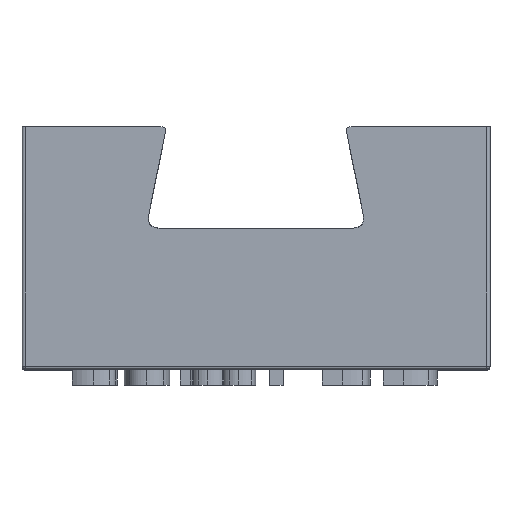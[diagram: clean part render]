
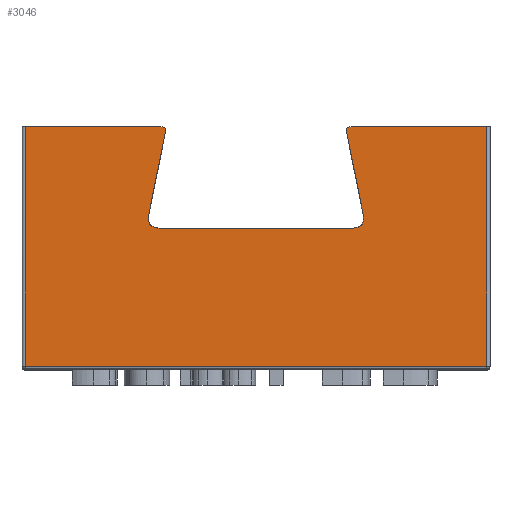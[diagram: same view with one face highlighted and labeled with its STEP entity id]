
A CAD part, top view. The second image highlights one B-rep face of the part: STEP entity #3046.
In plain terms, the highlighted planar face has unit normal (0, 0, 1).
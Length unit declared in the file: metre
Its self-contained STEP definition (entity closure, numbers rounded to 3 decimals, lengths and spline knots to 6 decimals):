
#219=B_SPLINE_CURVE_WITH_KNOTS('',3,(#4261,#4262,#4263,#4264,#4265,#4266),
 .UNSPECIFIED.,.F.,.F.,(4,1,1,4),(0.,0.000318,0.000636,
0.001272),.UNSPECIFIED.);
#221=B_SPLINE_CURVE_WITH_KNOTS('',3,(#4294,#4295,#4296,#4297,#4298,#4299),
 .UNSPECIFIED.,.F.,.F.,(4,1,1,4),(0.,0.000318,0.000636,
0.001272),.UNSPECIFIED.);
#223=B_SPLINE_CURVE_WITH_KNOTS('',3,(#4318,#4319,#4320,#4321),
 .UNSPECIFIED.,.F.,.F.,(4,4),(0.,1.),.UNSPECIFIED.);
#224=B_SPLINE_CURVE_WITH_KNOTS('',3,(#4323,#4324,#4325,#4326),
 .UNSPECIFIED.,.F.,.F.,(4,4),(0.,1.),.UNSPECIFIED.);
#225=B_SPLINE_CURVE_WITH_KNOTS('',3,(#4328,#4329,#4330,#4331),
 .UNSPECIFIED.,.F.,.F.,(4,4),(0.,1.),.UNSPECIFIED.);
#226=B_SPLINE_CURVE_WITH_KNOTS('',3,(#4335,#4336,#4337,#4338,#4339),
 .UNSPECIFIED.,.F.,.F.,(4,1,4),(0.,0.000292,0.000583),
 .UNSPECIFIED.);
#227=B_SPLINE_CURVE_WITH_KNOTS('',3,(#4340,#4341,#4342,#4343,#4344),
 .UNSPECIFIED.,.F.,.F.,(4,1,4),(0.,0.000292,0.000583),
 .UNSPECIFIED.);
#531=ORIENTED_EDGE('',*,*,#1479,.T.);
#532=ORIENTED_EDGE('',*,*,#1480,.T.);
#533=ORIENTED_EDGE('',*,*,#1481,.T.);
#534=ORIENTED_EDGE('',*,*,#1482,.T.);
#535=ORIENTED_EDGE('',*,*,#1483,.F.);
#536=ORIENTED_EDGE('',*,*,#1484,.F.);
#537=ORIENTED_EDGE('',*,*,#1462,.F.);
#538=ORIENTED_EDGE('',*,*,#1470,.T.);
#539=ORIENTED_EDGE('',*,*,#1478,.T.);
#540=ORIENTED_EDGE('',*,*,#1472,.T.);
#541=ORIENTED_EDGE('',*,*,#1465,.T.);
#542=ORIENTED_EDGE('',*,*,#1485,.F.);
#1462=EDGE_CURVE('',#1936,#1933,#2173,.T.);
#1465=EDGE_CURVE('',#1940,#1939,#2175,.T.);
#1470=EDGE_CURVE('',#1936,#1943,#219,.T.);
#1472=EDGE_CURVE('',#1945,#1940,#221,.T.);
#1478=EDGE_CURVE('',#1943,#1945,#2180,.T.);
#1479=EDGE_CURVE('',#1949,#1950,#2181,.T.);
#1480=EDGE_CURVE('',#1950,#1951,#223,.T.);
#1481=EDGE_CURVE('',#1951,#1952,#224,.T.);
#1482=EDGE_CURVE('',#1952,#1953,#225,.T.);
#1483=EDGE_CURVE('',#1954,#1953,#2182,.T.);
#1484=EDGE_CURVE('',#1933,#1954,#226,.T.);
#1485=EDGE_CURVE('',#1949,#1939,#227,.T.);
#1933=VERTEX_POINT('',#4201);
#1936=VERTEX_POINT('',#4210);
#1939=VERTEX_POINT('',#4220);
#1940=VERTEX_POINT('',#4222);
#1943=VERTEX_POINT('',#4260);
#1945=VERTEX_POINT('',#4300);
#1949=VERTEX_POINT('',#4316);
#1950=VERTEX_POINT('',#4317);
#1951=VERTEX_POINT('',#4322);
#1952=VERTEX_POINT('',#4327);
#1953=VERTEX_POINT('',#4332);
#1954=VERTEX_POINT('',#4334);
#2173=LINE('',#4211,#2404);
#2175=LINE('',#4221,#2406);
#2180=LINE('',#4313,#2411);
#2181=LINE('',#4315,#2412);
#2182=LINE('',#4333,#2413);
#2404=VECTOR('',#3426,1.);
#2406=VECTOR('',#3430,1.);
#2411=VECTOR('',#3439,1.);
#2412=VECTOR('',#3442,1.);
#2413=VECTOR('',#3443,1.);
#2603=EDGE_LOOP('',(#531,#532,#533,#534,#535,#536,#537,#538,#539,#540,#541,
#542));
#2794=FACE_BOUND('',#2603,.T.);
#2975=PLANE('',#3248);
#3046=ADVANCED_FACE('',(#2794),#2975,.F.);
#3248=AXIS2_PLACEMENT_3D('',#4314,#3440,#3441);
#3426=DIRECTION('',(-0.196,0.981,0.));
#3430=DIRECTION('',(0.196,0.981,0.));
#3439=DIRECTION('',(-1.,0.,0.));
#3440=DIRECTION('',(0.,0.,-1.));
#3441=DIRECTION('',(-1.,0.,0.));
#3442=DIRECTION('',(-1.,0.,0.));
#3443=DIRECTION('',(1.,0.,0.));
#4201=CARTESIAN_POINT('',(0.005816,-0.022759,0.0155));
#4210=CARTESIAN_POINT('',(0.006877,-0.028064,0.0155));
#4211=CARTESIAN_POINT('',(0.008513,-0.036243,0.0155));
#4220=CARTESIAN_POINT('',(-0.005816,-0.022759,0.0155));
#4221=CARTESIAN_POINT('',(-0.008513,-0.036243,0.0155));
#4222=CARTESIAN_POINT('',(-0.006877,-0.028064,0.0155));
#4260=CARTESIAN_POINT('',(0.00619,-0.028901,0.0155));
#4261=CARTESIAN_POINT('',(0.006877,-0.028064,0.0155));
#4262=CARTESIAN_POINT('',(0.006898,-0.028169,0.0155));
#4263=CARTESIAN_POINT('',(0.00692,-0.028381,0.0155));
#4264=CARTESIAN_POINT('',(0.006759,-0.02881,0.0155));
#4265=CARTESIAN_POINT('',(0.006407,-0.028901,0.0155));
#4266=CARTESIAN_POINT('',(0.00619,-0.028901,0.0155));
#4294=CARTESIAN_POINT('',(-0.00619,-0.028901,0.0155));
#4295=CARTESIAN_POINT('',(-0.006298,-0.028901,0.0155));
#4296=CARTESIAN_POINT('',(-0.006509,-0.028881,0.0155));
#4297=CARTESIAN_POINT('',(-0.006899,-0.02864,0.0155));
#4298=CARTESIAN_POINT('',(-0.006919,-0.028276,0.0155));
#4299=CARTESIAN_POINT('',(-0.006877,-0.028064,0.0155));
#4300=CARTESIAN_POINT('',(-0.00619,-0.028901,0.0155));
#4313=CARTESIAN_POINT('',(0.,-0.028901,0.0155));
#4314=CARTESIAN_POINT('',(0.,-0.037946,0.0155));
#4315=CARTESIAN_POINT('',(0.,-0.0224,0.0155));
#4316=CARTESIAN_POINT('',(-0.00611,-0.0224,0.0155));
#4317=CARTESIAN_POINT('',(-0.0148,-0.0224,0.0155));
#4318=CARTESIAN_POINT('',(-0.0148,-0.0224,0.0155));
#4319=CARTESIAN_POINT('',(-0.0148,-0.027515,0.0155));
#4320=CARTESIAN_POINT('',(-0.0148,-0.032631,0.0155));
#4321=CARTESIAN_POINT('',(-0.0148,-0.037746,0.0155));
#4322=CARTESIAN_POINT('',(-0.0148,-0.037746,0.0155));
#4323=CARTESIAN_POINT('',(-0.0148,-0.037746,0.0155));
#4324=CARTESIAN_POINT('',(-0.004933,-0.037746,0.0155));
#4325=CARTESIAN_POINT('',(0.004933,-0.037746,0.0155));
#4326=CARTESIAN_POINT('',(0.0148,-0.037746,0.0155));
#4327=CARTESIAN_POINT('',(0.0148,-0.037746,0.0155));
#4328=CARTESIAN_POINT('',(0.0148,-0.037746,0.0155));
#4329=CARTESIAN_POINT('',(0.0148,-0.032631,0.0155));
#4330=CARTESIAN_POINT('',(0.0148,-0.027515,0.0155));
#4331=CARTESIAN_POINT('',(0.0148,-0.0224,0.0155));
#4332=CARTESIAN_POINT('',(0.0148,-0.0224,0.0155));
#4333=CARTESIAN_POINT('',(0.,-0.0224,0.0155));
#4334=CARTESIAN_POINT('',(0.00611,-0.0224,0.0155));
#4335=CARTESIAN_POINT('',(0.005816,-0.022759,0.0155));
#4336=CARTESIAN_POINT('',(0.005797,-0.022663,0.0155));
#4337=CARTESIAN_POINT('',(0.00577,-0.02242,0.0155));
#4338=CARTESIAN_POINT('',(0.006013,-0.0224,0.0155));
#4339=CARTESIAN_POINT('',(0.00611,-0.0224,0.0155));
#4340=CARTESIAN_POINT('',(-0.00611,-0.0224,0.0155));
#4341=CARTESIAN_POINT('',(-0.006012,-0.0224,0.0155));
#4342=CARTESIAN_POINT('',(-0.005768,-0.022422,0.0155));
#4343=CARTESIAN_POINT('',(-0.005797,-0.022664,0.0155));
#4344=CARTESIAN_POINT('',(-0.005816,-0.022759,0.0155));
